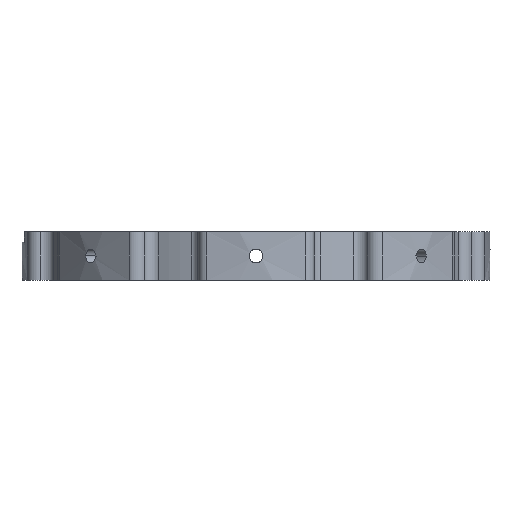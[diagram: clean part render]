
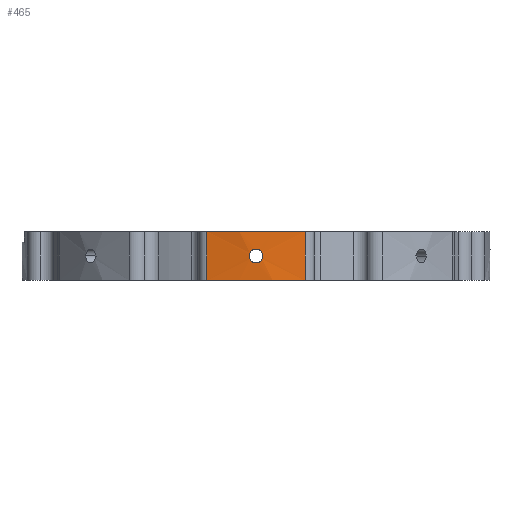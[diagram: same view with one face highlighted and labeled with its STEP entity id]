
A CAD part, front view. The second image highlights one B-rep face of the part: STEP entity #465.
In plain terms, the highlighted cylindrical face has radius 43 mm (diameter 86 mm), a partial arc.
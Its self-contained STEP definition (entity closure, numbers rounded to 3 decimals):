
#216 = DIRECTION ( 'NONE',  ( -1., 0., 0. ) ) ;
#223 = VERTEX_POINT ( 'NONE', #3512 ) ;
#261 = CARTESIAN_POINT ( 'NONE',  ( 0.999, -42.989, -2.268 ) ) ;
#311 = CARTESIAN_POINT ( 'NONE',  ( 0.63, -42.996, -2.592 ) ) ;
#312 = EDGE_LOOP ( 'NONE', ( #7330, #4834 ) ) ;
#360 = CARTESIAN_POINT ( 'NONE',  ( 1.092, -42.986, -0.871 ) ) ;
#407 = CARTESIAN_POINT ( 'NONE',  ( 0.767, -42.993, -0.5 ) ) ;
#465 = ADVANCED_FACE ( 'NONE', ( #5640, #7836 ), #7128, .T. ) ;
#642 = EDGE_CURVE ( 'NONE', #2888, #223, #1557, .T. ) ;
#981 = CARTESIAN_POINT ( 'NONE',  ( 0.165, -43., -2.75 ) ) ;
#1178 = CARTESIAN_POINT ( 'NONE',  ( 0., -43., -0.25 ) ) ;
#1343 = CARTESIAN_POINT ( 'NONE',  ( -0.63, -42.996, -2.592 ) ) ;
#1389 = CARTESIAN_POINT ( 'NONE',  ( -1.25, -42.982, -1.664 ) ) ;
#1441 = EDGE_CURVE ( 'NONE', #4912, #1502, #6991, .T. ) ;
#1495 = LINE ( 'NONE', #6528, #7943 ) ;
#1502 = VERTEX_POINT ( 'NONE', #5575 ) ;
#1557 = CIRCLE ( 'NONE', #8237, 43. ) ;
#1649 = EDGE_CURVE ( 'NONE', #223, #2544, #1495, .T. ) ;
#1787 = CARTESIAN_POINT ( 'NONE',  ( 1.25, -42.982, -1.664 ) ) ;
#1932 = CARTESIAN_POINT ( 'NONE',  ( 0.63, -42.996, -0.408 ) ) ;
#1966 = CARTESIAN_POINT ( 'NONE',  ( -0.995, -42.989, -2.261 ) ) ;
#2137 = CARTESIAN_POINT ( 'NONE',  ( 0., 0., -6. ) ) ;
#2153 = CARTESIAN_POINT ( 'NONE',  ( -0.769, -42.993, -2.499 ) ) ;
#2216 = ORIENTED_EDGE ( 'NONE', *, *, #1649, .T. ) ;
#2544 = VERTEX_POINT ( 'NONE', #2823 ) ;
#2552 = CARTESIAN_POINT ( 'NONE',  ( 0.403, -42.998, -0.314 ) ) ;
#2736 = CARTESIAN_POINT ( 'NONE',  ( 0.325, -42.999, -0.29 ) ) ;
#2815 = CARTESIAN_POINT ( 'NONE',  ( -1.218, -42.983, -1.826 ) ) ;
#2823 = CARTESIAN_POINT ( 'NONE',  ( 9.09, -42.028, 3. ) ) ;
#2844 = DIRECTION ( 'NONE',  ( 0., 0., 1. ) ) ;
#2874 = DIRECTION ( 'NONE',  ( 0., 0., 1. ) ) ;
#2888 = VERTEX_POINT ( 'NONE', #5835 ) ;
#3159 = CARTESIAN_POINT ( 'NONE',  ( 1.092, -42.986, -2.129 ) ) ;
#3188 = CIRCLE ( 'NONE', #8517, 43. ) ;
#3206 = CARTESIAN_POINT ( 'NONE',  ( 1.25, -42.982, -1.337 ) ) ;
#3377 = CARTESIAN_POINT ( 'NONE',  ( 0., -43., -2.75 ) ) ;
#3512 = CARTESIAN_POINT ( 'NONE',  ( 9.09, -42.028, -6. ) ) ;
#3872 = CARTESIAN_POINT ( 'NONE',  ( 0.327, -42.999, -2.717 ) ) ;
#4061 = CARTESIAN_POINT ( 'NONE',  ( 0.082, -43., -0.25 ) ) ;
#4109 = CARTESIAN_POINT ( 'NONE',  ( 0.164, -43., -0.258 ) ) ;
#4187 = CARTESIAN_POINT ( 'NONE',  ( -1.092, -42.986, -0.869 ) ) ;
#4834 = ORIENTED_EDGE ( 'NONE', *, *, #5718, .F. ) ;
#4857 = CARTESIAN_POINT ( 'NONE',  ( -1.217, -42.983, -1.172 ) ) ;
#4912 = VERTEX_POINT ( 'NONE', #3377 ) ;
#4949 = CARTESIAN_POINT ( 'NONE',  ( -1.124, -42.985, -2.053 ) ) ;
#5192 = ORIENTED_EDGE ( 'NONE', *, *, #6810, .F. ) ;
#5555 = CARTESIAN_POINT ( 'NONE',  ( -9.09, -42.028, 3. ) ) ;
#5575 = CARTESIAN_POINT ( 'NONE',  ( 0., -43., -0.25 ) ) ;
#5640 = FACE_BOUND ( 'NONE', #312, .T. ) ;
#5718 = EDGE_CURVE ( 'NONE', #1502, #4912, #9251, .T. ) ;
#5749 = CARTESIAN_POINT ( 'NONE',  ( -0.165, -43., -2.75 ) ) ;
#5764 = DIRECTION ( 'NONE',  ( 0., 0., 1. ) ) ;
#5835 = CARTESIAN_POINT ( 'NONE',  ( -9.09, -42.028, -6. ) ) ;
#6007 = VERTEX_POINT ( 'NONE', #5555 ) ;
#6008 = DIRECTION ( 'NONE',  ( 0., 0., 1. ) ) ;
#6051 = CARTESIAN_POINT ( 'NONE',  ( 1.217, -42.983, -1.828 ) ) ;
#6208 = LINE ( 'NONE', #8373, #8418 ) ;
#6273 = CARTESIAN_POINT ( 'NONE',  ( -0.163, -43., -0.25 ) ) ;
#6322 = CARTESIAN_POINT ( 'NONE',  ( -0.768, -42.993, -0.5 ) ) ;
#6480 = CARTESIAN_POINT ( 'NONE',  ( 0., 0., 3. ) ) ;
#6528 = CARTESIAN_POINT ( 'NONE',  ( 9.09, -42.028, -6. ) ) ;
#6722 = CARTESIAN_POINT ( 'NONE',  ( 0., 0., -6. ) ) ;
#6764 = CARTESIAN_POINT ( 'NONE',  ( 0.769, -42.993, -2.499 ) ) ;
#6810 = EDGE_CURVE ( 'NONE', #6007, #2544, #3188, .T. ) ;
#6991 = B_SPLINE_CURVE_WITH_KNOTS ( 'NONE', 3,
 ( #7496, #981, #3872, #311, #6764, #261, #3159, #6051, #1787, #3206, #7352, #360, #7063, #407, #1932, #2552, #2736, #4109, #4061, #1178 ),
 .UNSPECIFIED., .F., .F.,
 ( 4, 2, 2, 2, 2, 2, 2, 2, 2, 4 ),
 ( 0., 0., 0.001, 0.001, 0.002, 0.002, 0.003, 0.003, 0.004, 0.004 ),
 .UNSPECIFIED. ) ;
#7007 = CARTESIAN_POINT ( 'NONE',  ( -0.999, -42.989, -0.731 ) ) ;
#7063 = CARTESIAN_POINT ( 'NONE',  ( 1.001, -42.989, -0.733 ) ) ;
#7128 = CYLINDRICAL_SURFACE ( 'NONE', #9147, 43. ) ;
#7143 = CARTESIAN_POINT ( 'NONE',  ( 0., -43., -2.75 ) ) ;
#7188 = CARTESIAN_POINT ( 'NONE',  ( -0.942, -42.99, -2.326 ) ) ;
#7330 = ORIENTED_EDGE ( 'NONE', *, *, #1441, .F. ) ;
#7352 = CARTESIAN_POINT ( 'NONE',  ( 1.218, -42.983, -1.174 ) ) ;
#7369 = EDGE_CURVE ( 'NONE', #6007, #2888, #6208, .T. ) ;
#7496 = CARTESIAN_POINT ( 'NONE',  ( 0., -43., -2.75 ) ) ;
#7720 = CARTESIAN_POINT ( 'NONE',  ( -0.329, -42.999, -2.717 ) ) ;
#7766 = CARTESIAN_POINT ( 'NONE',  ( -1.25, -42.982, -1.334 ) ) ;
#7836 = FACE_OUTER_BOUND ( 'NONE', #9085, .T. ) ;
#7851 = CARTESIAN_POINT ( 'NONE',  ( -1.085, -42.986, -2.125 ) ) ;
#7862 = ORIENTED_EDGE ( 'NONE', *, *, #642, .T. ) ;
#7943 = VECTOR ( 'NONE', #2874, 1000. ) ;
#8005 = DIRECTION ( 'NONE',  ( -1., 0., 0. ) ) ;
#8237 = AXIS2_PLACEMENT_3D ( 'NONE', #6722, #6008, #216 ) ;
#8373 = CARTESIAN_POINT ( 'NONE',  ( -9.09, -42.028, -6. ) ) ;
#8418 = VECTOR ( 'NONE', #9089, 1000. ) ;
#8483 = CARTESIAN_POINT ( 'NONE',  ( -0.628, -42.996, -0.407 ) ) ;
#8517 = AXIS2_PLACEMENT_3D ( 'NONE', #6480, #5764, #8005 ) ;
#8533 = CARTESIAN_POINT ( 'NONE',  ( 0., -43., -0.25 ) ) ;
#8541 = ORIENTED_EDGE ( 'NONE', *, *, #7369, .T. ) ;
#8562 = DIRECTION ( 'NONE',  ( 1., 0., 0. ) ) ;
#9085 = EDGE_LOOP ( 'NONE', ( #5192, #8541, #7862, #2216 ) ) ;
#9089 = DIRECTION ( 'NONE',  ( 0., 0., -1. ) ) ;
#9147 = AXIS2_PLACEMENT_3D ( 'NONE', #2137, #2844, #8562 ) ;
#9199 = CARTESIAN_POINT ( 'NONE',  ( -0.328, -42.999, -0.283 ) ) ;
#9251 = B_SPLINE_CURVE_WITH_KNOTS ( 'NONE', 3,
 ( #8533, #6273, #9199, #8483, #6322, #7007, #4187, #4857, #7766, #1389, #2815, #4949, #7851, #1966, #7188, #2153, #1343, #7720, #5749, #7143 ),
 .UNSPECIFIED., .F., .F.,
 ( 4, 2, 2, 2, 2, 2, 2, 2, 2, 4 ),
 ( 0.004, 0.004, 0.005, 0.005, 0.006, 0.006, 0.007, 0.007, 0.007, 0.008 ),
 .UNSPECIFIED. ) ;
